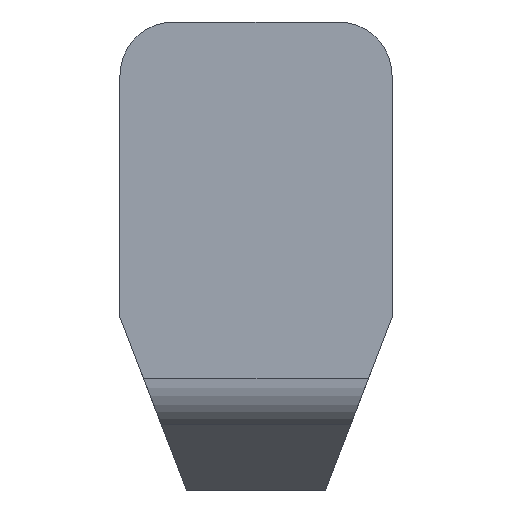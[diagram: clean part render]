
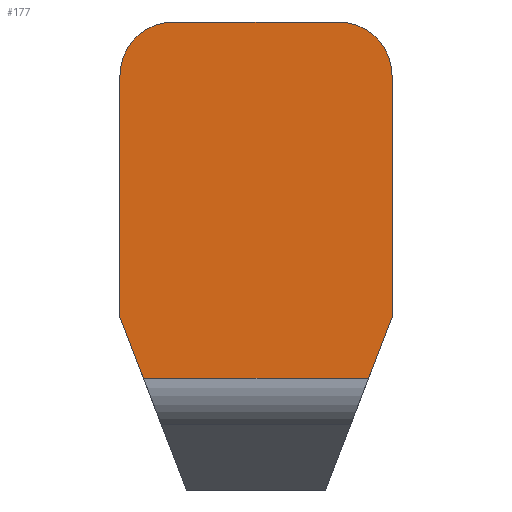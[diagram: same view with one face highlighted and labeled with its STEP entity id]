
A CAD part, top view. The second image highlights one B-rep face of the part: STEP entity #177.
In plain terms, the highlighted planar face has unit normal (0, 0, 1).
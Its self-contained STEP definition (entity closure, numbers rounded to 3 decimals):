
#34=LINE('',#601,#75);
#40=LINE('',#625,#81);
#47=LINE('',#639,#88);
#56=LINE('',#658,#97);
#59=LINE('',#663,#100);
#60=LINE('',#665,#101);
#75=VECTOR('',#487,1.);
#81=VECTOR('',#509,1.);
#88=VECTOR('',#520,1.);
#97=VECTOR('',#535,1.);
#100=VECTOR('',#540,1.);
#101=VECTOR('',#543,1.);
#135=PLANE('',#470);
#154=FACE_OUTER_BOUND('',#217,.T.);
#177=ADVANCED_FACE('',(#154),#135,.T.);
#217=EDGE_LOOP('',(#320,#321,#322,#323,#324,#325,#326,#327));
#320=ORIENTED_EDGE('',*,*,#398,.F.);
#321=ORIENTED_EDGE('',*,*,#370,.T.);
#322=ORIENTED_EDGE('',*,*,#381,.T.);
#323=ORIENTED_EDGE('',*,*,#388,.F.);
#324=ORIENTED_EDGE('',*,*,#375,.T.);
#325=ORIENTED_EDGE('',*,*,#401,.F.);
#326=ORIENTED_EDGE('',*,*,#379,.T.);
#327=ORIENTED_EDGE('',*,*,#402,.F.);
#331=VERTEX_POINT('',#599);
#333=VERTEX_POINT('',#602);
#337=VERTEX_POINT('',#611);
#338=VERTEX_POINT('',#613);
#341=VERTEX_POINT('',#620);
#342=VERTEX_POINT('',#622);
#343=VERTEX_POINT('',#626);
#355=VERTEX_POINT('',#659);
#370=EDGE_CURVE('',#333,#331,#34,.T.);
#375=EDGE_CURVE('',#338,#337,#425,.T.);
#379=EDGE_CURVE('',#342,#341,#427,.T.);
#381=EDGE_CURVE('',#331,#343,#40,.T.);
#388=EDGE_CURVE('',#338,#343,#47,.T.);
#398=EDGE_CURVE('',#333,#355,#56,.T.);
#401=EDGE_CURVE('',#342,#337,#59,.T.);
#402=EDGE_CURVE('',#355,#341,#60,.T.);
#425=CIRCLE('',#444,2.5);
#427=CIRCLE('',#447,2.5);
#444=AXIS2_PLACEMENT_3D('',#612,#496,#497);
#447=AXIS2_PLACEMENT_3D('',#621,#504,#505);
#470=AXIS2_PLACEMENT_3D('',#704,#586,#587);
#487=DIRECTION('',(1.,0.,0.));
#496=DIRECTION('',(0.,0.,1.));
#497=DIRECTION('',(-0.704,-0.71,0.));
#504=DIRECTION('',(0.,0.,1.));
#505=DIRECTION('',(-0.704,-0.71,0.));
#509=DIRECTION('',(0.358,0.934,0.));
#520=DIRECTION('',(0.,-1.,0.));
#535=DIRECTION('',(-0.358,0.934,0.));
#540=DIRECTION('',(1.,0.,0.));
#543=DIRECTION('',(0.,1.,0.));
#586=DIRECTION('',(0.,0.,1.));
#587=DIRECTION('',(-0.704,-0.71,0.));
#599=CARTESIAN_POINT('',(5.25,-10.139,6.3));
#601=CARTESIAN_POINT('',(-6.35,-10.139,6.3));
#602=CARTESIAN_POINT('',(-5.25,-10.139,6.3));
#611=CARTESIAN_POINT('',(3.85,6.5,6.3));
#612=CARTESIAN_POINT('',(3.85,4.,6.3));
#613=CARTESIAN_POINT('',(6.35,4.,6.3));
#620=CARTESIAN_POINT('',(-6.35,4.,6.3));
#621=CARTESIAN_POINT('',(-3.85,4.,6.3));
#622=CARTESIAN_POINT('',(-3.85,6.5,6.3));
#625=CARTESIAN_POINT('',(3.488,-14.729,6.3));
#626=CARTESIAN_POINT('',(6.35,-7.273,6.3));
#639=CARTESIAN_POINT('',(6.35,-4.75,6.3));
#658=CARTESIAN_POINT('',(-5.119,-10.48,6.3));
#659=CARTESIAN_POINT('',(-6.35,-7.273,6.3));
#663=CARTESIAN_POINT('',(0.,6.5,6.3));
#665=CARTESIAN_POINT('',(-6.35,-4.75,6.3));
#704=CARTESIAN_POINT('',(-6.35,-10.953,6.3));
